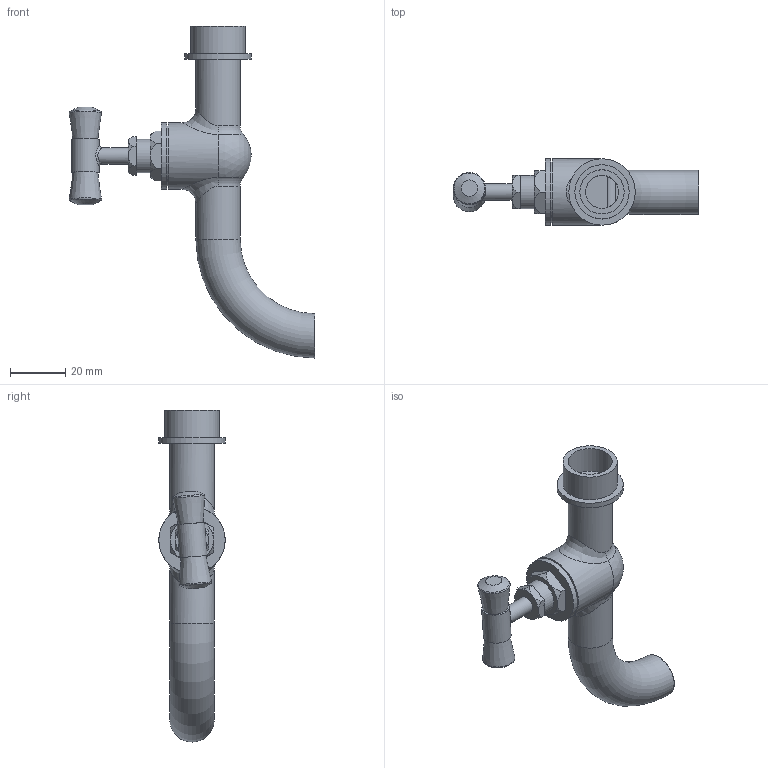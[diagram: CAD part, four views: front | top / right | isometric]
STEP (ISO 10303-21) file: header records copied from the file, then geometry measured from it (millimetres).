
FILE_DESCRIPTION(('HOOPS Exchange Step'),'2;1');
FILE_NAME('ASSEM1.STP','2020-08-26T13:05:39+02:00',('5ra'),('Unknown organisation'),'HOOPS Exchange 9.2','SOLIDWORKS MBD','Unknown authorisation');
FILE_SCHEMA( ('AP242_MANAGED_MODEL_BASED_3D_ENGINEERING_MIM_LF {1 0 10303 442 1 1 4 }') );
Length unit declared in the file: millimetre
Products named in the file (9): body-1; valve-1; washer 6x8.5-1; upper cover-1; cover-1; washer-1; hand-1; washer 16.5x22-1; Default
Assembly tree (8 placements, depth 2):
  Default
    body-1
    valve-1
    washer 6x8.5-1
    upper cover-1
    cover-1
    washer-1
    hand-1
    washer 16.5x22-1
Bounding box: 88.81 x 24 x 120 mm (x, y, z)
Volume: 23096.8 mm3; surface area: 23615.2 mm2
Topology: 11 solids, 11 shells, 165 faces, 386 edges, 252 vertices
Faces by surface type: plane 55, cylinder 45, cone 23, torus 19, bspline 19, sphere 4
Full cylindrical faces by diameter (mm): 2.5 x2, 3.5 x1, 5 x2, 6 x4, 8.5 x2, 10 x4, 12 x4, 16 x3, 16.5 x2, 17 x1, 18 x1, 19 x1, 19.605 x2, 20 x1, 22 x2, 24 x3
Entity records: 7960 total; most frequent: CARTESIAN_POINT 3963, DIRECTION 832, ORIENTED_EDGE 754, EDGE_CURVE 377, AXIS2_PLACEMENT_3D 372, VERTEX_POINT 250, CIRCLE 208, EDGE_LOOP 199
